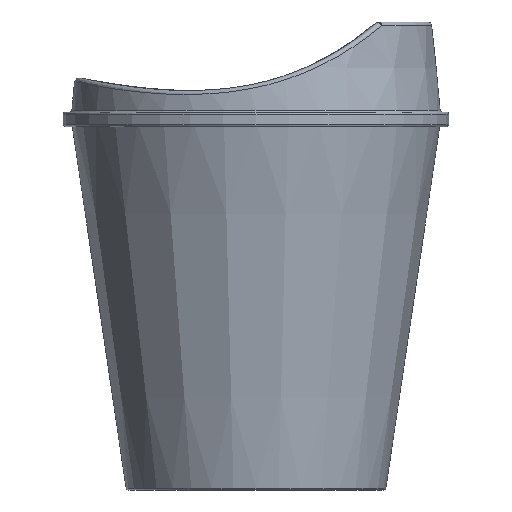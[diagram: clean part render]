
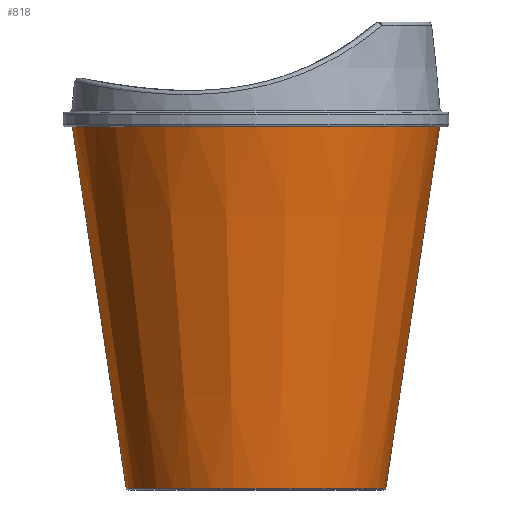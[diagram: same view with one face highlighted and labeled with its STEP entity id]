
A CAD part, front view. The second image highlights one B-rep face of the part: STEP entity #818.
In plain terms, the highlighted conical face has half-angle 8.474 degrees and reference radius 37.445 mm.
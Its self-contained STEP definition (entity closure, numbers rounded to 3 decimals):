
#87=CONICAL_SURFACE('',#928,37.445,0.148);
#124=FACE_OUTER_BOUND('',#188,.T.);
#188=EDGE_LOOP('',(#600,#601,#602,#603));
#246=LINE('',#1388,#263);
#263=VECTOR('',#1112,37.445);
#288=CIRCLE('',#913,44.);
#295=CIRCLE('',#926,30.995);
#369=VERTEX_POINT('',#1365);
#374=VERTEX_POINT('',#1384);
#445=EDGE_CURVE('',#369,#369,#288,.T.);
#453=EDGE_CURVE('',#374,#374,#295,.T.);
#455=EDGE_CURVE('',#369,#374,#246,.T.);
#600=ORIENTED_EDGE('',*,*,#445,.F.);
#601=ORIENTED_EDGE('',*,*,#455,.T.);
#602=ORIENTED_EDGE('',*,*,#453,.F.);
#603=ORIENTED_EDGE('',*,*,#455,.F.);
#818=ADVANCED_FACE('',(#124),#87,.T.);
#913=AXIS2_PLACEMENT_3D('',#1366,#1079,#1080);
#926=AXIS2_PLACEMENT_3D('',#1385,#1106,#1107);
#928=AXIS2_PLACEMENT_3D('',#1387,#1110,#1111);
#1079=DIRECTION('center_axis',(0.,0.,1.));
#1080=DIRECTION('ref_axis',(1.,0.,0.));
#1106=DIRECTION('center_axis',(0.,0.,-1.));
#1107=DIRECTION('ref_axis',(1.,0.,0.));
#1110=DIRECTION('center_axis',(0.,0.,1.));
#1111=DIRECTION('ref_axis',(1.,0.,0.));
#1112=DIRECTION('',(0.147,0.,-0.989));
#1365=CARTESIAN_POINT('',(-44.,0.,88.));
#1366=CARTESIAN_POINT('Origin',(0.,0.,88.));
#1384=CARTESIAN_POINT('',(-30.995,0.,0.705));
#1385=CARTESIAN_POINT('Origin',(0.,0.,0.705));
#1387=CARTESIAN_POINT('Origin',(0.,0.,44.));
#1388=CARTESIAN_POINT('',(-37.445,0.,44.));
